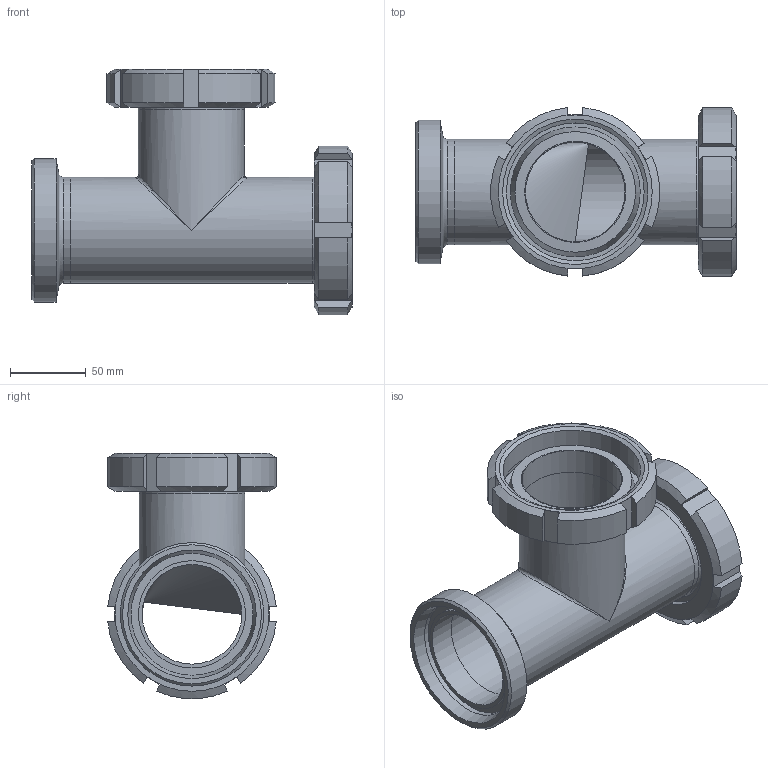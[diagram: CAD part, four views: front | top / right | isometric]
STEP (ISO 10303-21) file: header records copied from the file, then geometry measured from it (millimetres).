
FILE_DESCRIPTION((''),'2;1');
FILE_NAME('45660065X.stp','2010-08-16T16:50:24',('thilbrands'),(''),'Autodesk Inventor 2008','Autodesk Inventor 2008','');
FILE_SCHEMA(('AUTOMOTIVE_DESIGN { 1 0 10303 214 1 1 1 1 }'));
Length unit declared in the file: millimetre
Products named in the file (5): 456600101; 411100101-DN65; 113040101-DN65; 114040101-DN65; 110000106-DN65
Assembly tree (6 placements, depth 2):
  456600101
    411100101-DN65
    113040101-DN65
    114040101-DN65  x2
    110000106-DN65  x2
Bounding box: 212 x 111.55 x 162.29 mm (x, y, z)
Volume: 329725.5 mm3; surface area: 180094.2 mm2
Topology: 6 solids, 6 shells, 128 faces, 294 edges, 175 vertices
Faces by surface type: plane 55, cone 35, cylinder 31, bspline 7
Full cylindrical faces by diameter (mm): 66 x5, 70 x5, 71 x1, 80 x2, 80.8 x1, 91.19 x2, 95 x1, 95.4 x2
Entity records: 3246 total; most frequent: CARTESIAN_POINT 1655, DIRECTION 310, ORIENTED_EDGE 276, AXIS2_PLACEMENT_3D 143, EDGE_CURVE 138, EDGE_LOOP 114, VERTEX_POINT 98, FACE_OUTER_BOUND 76
